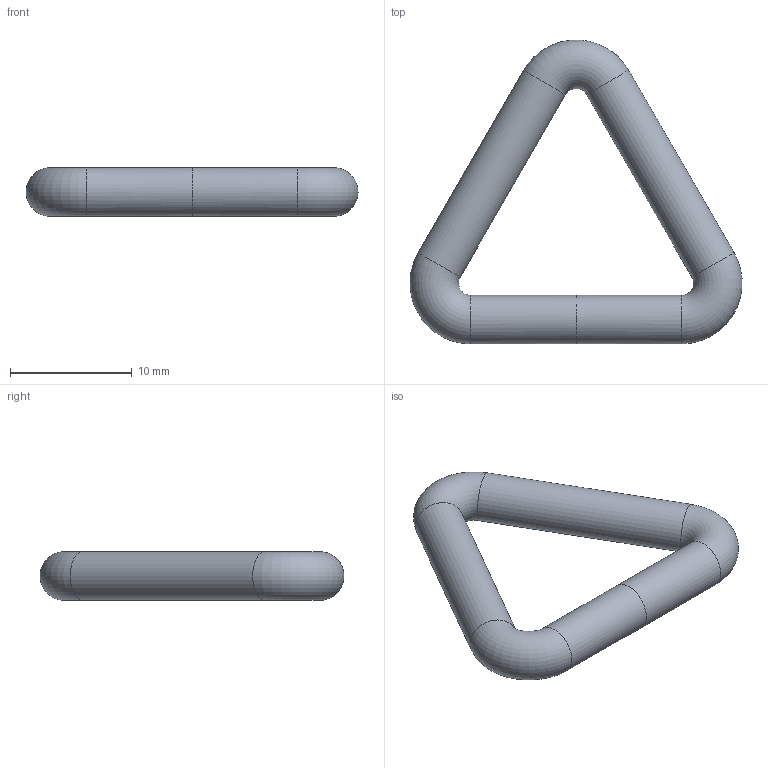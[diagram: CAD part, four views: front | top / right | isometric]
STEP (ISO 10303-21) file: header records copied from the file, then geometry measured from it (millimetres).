
FILE_DESCRIPTION (( 'STEP AP203' ), '1' );
FILE_NAME ('100077420.step', '2020-02-26T11:50:28', ( '' ), ( '' ), 'SwSTEP 2.0', 'SolidWorks 2015', '' );
FILE_SCHEMA (( 'CONFIG_CONTROL_DESIGN' ));
Length unit declared in the file: millimetre
Products named in the file (2): 100077420
Bounding box: 27.3 x 24.99 x 4 mm (x, y, z)
Volume: 889.8 mm3; surface area: 891.8 mm2
Topology: 1 solids, 1 shells, 213 faces, 557 edges, 369 vertices
Faces by surface type: plane 91, bspline 90, cylinder 29, torus 3
Full cylindrical faces by diameter (mm): 4 x4
Entity records: 11292 total; most frequent: CARTESIAN_POINT 6525, ORIENTED_EDGE 1100, DIRECTION 681, EDGE_CURVE 550, VERTEX_POINT 369, VECTOR 259, LINE 259, EDGE_LOOP 245
